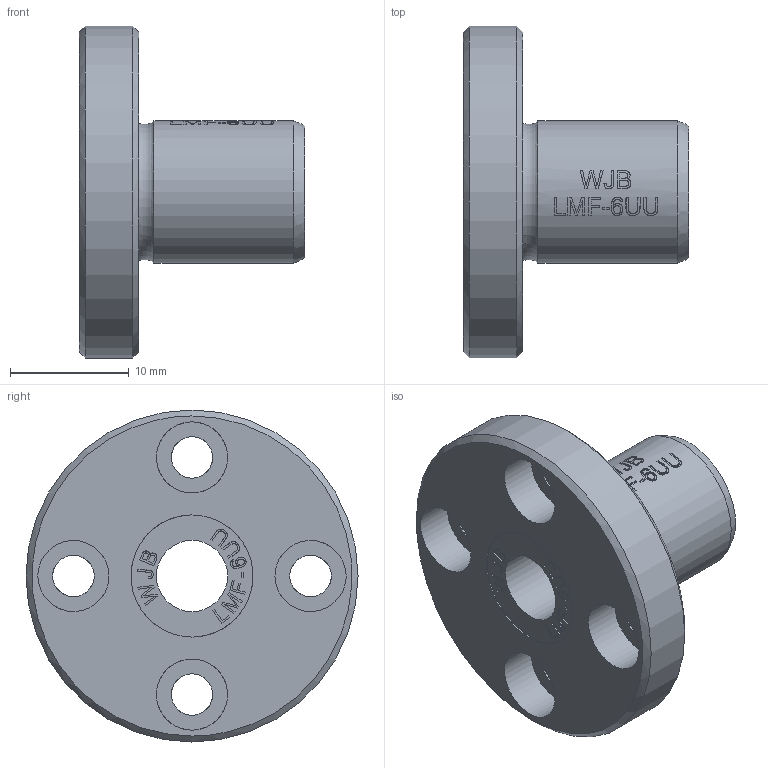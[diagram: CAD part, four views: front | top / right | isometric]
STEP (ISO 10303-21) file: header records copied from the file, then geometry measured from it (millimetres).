
FILE_DESCRIPTION(/* description */ (''),/* implementation_level */ '2;1');
FILE_NAME(/* name */ 'WJB-LMF-6UU.stp',/* time_stamp */ '2018-09-05T23:31:19+08:00',/* author */ (''),/* organization */ (''),/* preprocessor_version */ 'ST-DEVELOPER v11',/* originating_system */ 'SIEMENS UGS NX 6.0',/* authorisation */ '');
FILE_SCHEMA (('CONFIG_CONTROL_DESIGN'));
Length unit declared in the file: millimetre
Products named in the file (1): WJB-LMF-6UU
Bounding box: 19 x 28 x 28 mm (x, y, z)
Volume: 3639.6 mm3; surface area: 2709.8 mm2
Topology: 1 solids, 1 shells, 302 faces, 788 edges, 534 vertices
Faces by surface type: plane 188, extrusion 84, cylinder 26, cone 2, bspline 1, torus 1
Full cylindrical faces by diameter (mm): 3.5 x4, 6 x5, 10.3 x2, 12 x1, 28 x1
Entity records: 12234 total; most frequent: CARTESIAN_POINT 5299, ORIENTED_EDGE 1542, DIRECTION 1035, EDGE_CURVE 771, VERTEX_POINT 534, VECTOR 475, B_SPLINE_CURVE_WITH_KNOTS 402, LINE 391
